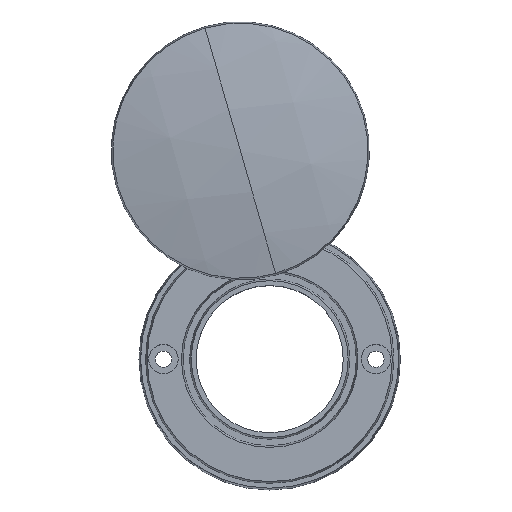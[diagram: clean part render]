
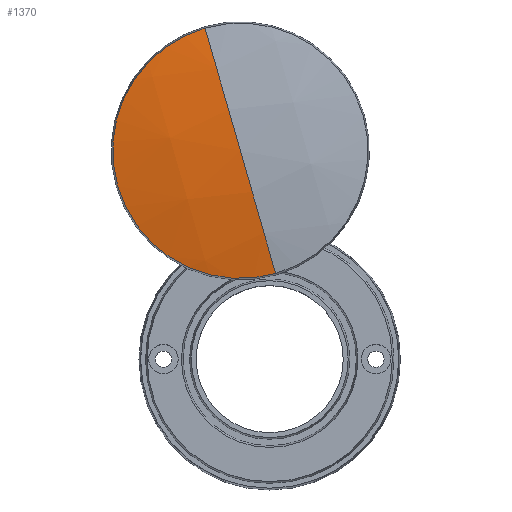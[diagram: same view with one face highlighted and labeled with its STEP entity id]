
A CAD part, top view. The second image highlights one B-rep face of the part: STEP entity #1370.
In plain terms, the highlighted spherical face has radius 200 mm.
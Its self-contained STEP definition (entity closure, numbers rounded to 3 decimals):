
#171 = EDGE_LOOP ( 'NONE', ( #847, #842, #844, #786 ) ) ;
#360 = CARTESIAN_POINT ( 'NONE',  ( 0., 0., -200. ) ) ;
#361 = DIRECTION ( 'NONE',  ( -1., 0., 0. ) ) ;
#362 = DIRECTION ( 'NONE',  ( 0., 1., 0. ) ) ;
#436 = CARTESIAN_POINT ( 'NONE',  ( 0., 0., -200. ) ) ;
#437 = DIRECTION ( 'NONE',  ( -1., 0., 0. ) ) ;
#438 = DIRECTION ( 'NONE',  ( 0., -1., 0. ) ) ;
#496 = CARTESIAN_POINT ( 'NONE',  ( 0., 0., -200. ) ) ;
#497 = DIRECTION ( 'NONE',  ( 1., 0., 0. ) ) ;
#498 = DIRECTION ( 'NONE',  ( 0., 0., -1. ) ) ;
#517 = CARTESIAN_POINT ( 'NONE',  ( 0., 0., -3.851 ) ) ;
#527 = DIRECTION ( 'NONE',  ( 0., 0., 1. ) ) ;
#528 = DIRECTION ( 'NONE',  ( 1., 0., 0. ) ) ;
#599 = AXIS2_PLACEMENT_3D ( 'NONE', #436, #437, #438 ) ;
#659 = FACE_OUTER_BOUND ( 'NONE', #171, .T. ) ;
#669 = AXIS2_PLACEMENT_3D ( 'NONE', #496, #497, #498 ) ;
#686 = AXIS2_PLACEMENT_3D ( 'NONE', #517, #527, #528 ) ;
#697 = AXIS2_PLACEMENT_3D ( 'NONE', #1035, #1039, #1040 ) ;
#772 = VERTEX_POINT ( 'NONE', #859 ) ;
#786 = ORIENTED_EDGE ( 'NONE', *, *, #1489, .T. ) ;
#799 = VERTEX_POINT ( 'NONE', #880 ) ;
#801 = VERTEX_POINT ( 'NONE', #884 ) ;
#811 = VERTEX_POINT ( 'NONE', #885 ) ;
#842 = ORIENTED_EDGE ( 'NONE', *, *, #1558, .T. ) ;
#844 = ORIENTED_EDGE ( 'NONE', *, *, #1514, .T. ) ;
#847 = ORIENTED_EDGE ( 'NONE', *, *, #1406, .F. ) ;
#859 = CARTESIAN_POINT ( 'NONE',  ( 39.059, 0., -3.851 ) ) ;
#880 = CARTESIAN_POINT ( 'NONE',  ( 0., 0., 0. ) ) ;
#884 = CARTESIAN_POINT ( 'NONE',  ( 0., -39.059, -3.851 ) ) ;
#885 = CARTESIAN_POINT ( 'NONE',  ( 0., 39.059, -3.851 ) ) ;
#1014 = AXIS2_PLACEMENT_3D ( 'NONE', #360, #361, #362 ) ;
#1015 = SPHERICAL_SURFACE ( 'NONE', #1014, 200. ) ;
#1035 = CARTESIAN_POINT ( 'NONE',  ( 0., 0., -3.851 ) ) ;
#1039 = DIRECTION ( 'NONE',  ( 0., 0., 1. ) ) ;
#1040 = DIRECTION ( 'NONE',  ( 1., 0., 0. ) ) ;
#1370 = ADVANCED_FACE ( 'NONE', ( #659 ), #1015, .T. ) ;
#1406 = EDGE_CURVE ( 'NONE', #801, #799, #1457, .T. ) ;
#1457 = CIRCLE ( 'NONE', #599, 200. ) ;
#1476 = CIRCLE ( 'NONE', #697, 39.059 ) ;
#1489 = EDGE_CURVE ( 'NONE', #811, #799, #1518, .T. ) ;
#1514 = EDGE_CURVE ( 'NONE', #772, #811, #1543, .T. ) ;
#1518 = CIRCLE ( 'NONE', #669, 200. ) ;
#1543 = CIRCLE ( 'NONE', #686, 39.059 ) ;
#1558 = EDGE_CURVE ( 'NONE', #801, #772, #1476, .T. ) ;
